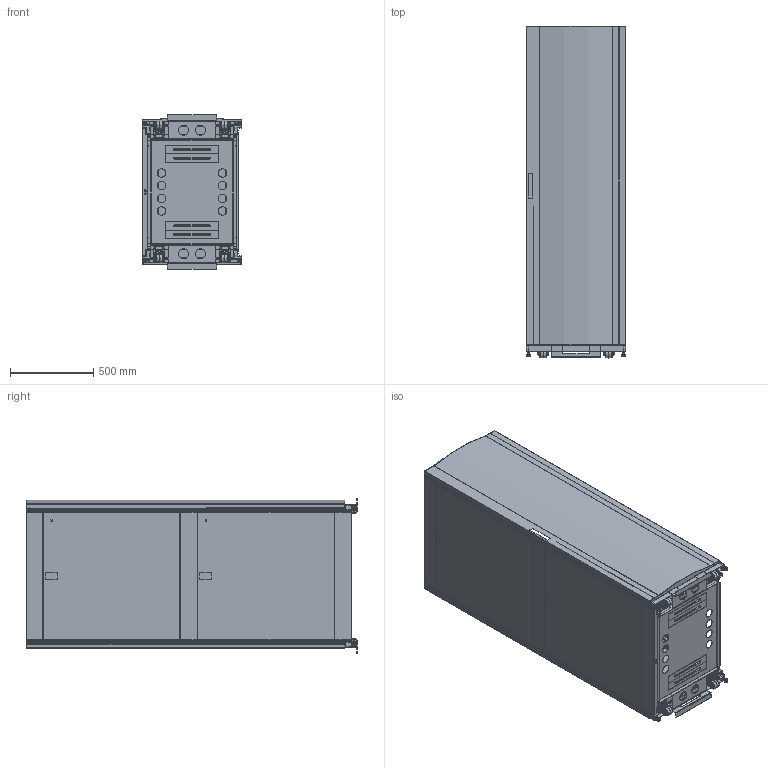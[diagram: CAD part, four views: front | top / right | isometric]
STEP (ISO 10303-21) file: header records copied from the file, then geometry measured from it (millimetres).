
FILE_DESCRIPTION (( 'STEP AP214' ), '1' );
FILE_NAME ('LC42USRC800GDFRFC-W_3D.step', '2024-01-24T22:41:08', ( '' ), ( '' ), 'SwSTEP 2.0', 'SolidWorks 2022', '' );
FILE_SCHEMA (( 'AUTOMOTIVE_DESIGN' ));
Length unit declared in the file: inch
Products named in the file (52): Copy of _X_CF_X_C2_X_C1_X_BA^Copy of Door Frame2_1_LC42USRC800GDFRFC-W; Copy of _X_BF_X_F2_X_BC_X_DC_X_C1_X_A2_X_D6_X_F9A1^Copy of _X_BF_X_F2_X_BC_X_DC_X_D7_X_E9_X_D7_X_B0_X_CD_X_BC_Copy of Door Frame_1_LC42USRC800GDFRFC-W; Copy of _X_CF_X_C2_X_C1_X_BA_X_BC_X_D3_X_C7_X_BF_X_BD_X_EE^Copy of Door Frame_1_LC42USRC800GDFRFC-W; Copy of _X_D6_X_A7_X_B3_X_C5_X_D7_X_F9_X_B9_X_CC_X_B6_X_A8_X_D4__X_B2_X_B8_X_D6^Copy of Door Frame2_1_LC42USRC800GDFRFC-W; Copy of _X_BF_X_F2_X_BC_X_DC_X_C1_X_A2_X_D6_X_F9A1^Copy of _X_BF_X_F2_X_BC_X_DC_X_D7_X_E9_X_D7_X_B0_X_CD_X_BC_Copy of Door Frame2_1_LC42USRC800GDFRFC-W; Copy of _X_B9_X_B0_X_D0_X_CE_X_C3_X_C5_X_B1_X_DF_X_CC_X_F5-A1^Copy of Perforated Door_LC42USRC800GDFRFC-W; Copy of _X_C9_X_CF_X_C1_X_BAA2^Copy of _X_BF_X_F2_X_BC_X_DC_X_D7_X_E9_X_D7_X_B0_X_CD_X_BC_Copy of Door Frame_1_LC42USRC800GDFRFC-W; Copy of _X_C3_X_C5_X_B1_X_DF_X_CC_X_F5(_X_B6_X_CC)^Copy of Perforated Door_LC42USRC800GDFRFC-W; Copy of _X_BD_X_C5_X_C2_X_D6_820562_2^Copy of _X_BD_X_C5_X_C2_X_D6_820562_Copy of Door Frame2_1_LC42USRC800GDFRFC-W; Copy of _X_CB_X_AB_X_BF_X_AA_X_C3_X_C5_X_D7_X_F34260^Copy of Back Door1_1_LC42USRC800GDFRFC-W; Copy of _X_C9_X_CF_X_C1_X_BA_X_B3_X_C4_X_B0_X_E5B2^Copy of _X_BF_X_F2_X_BC_X_DC_X_D7_X_E9_X_D7_X_B0_X_CD_X_BC_Copy of Door Frame_1_LC42USRC800GDFRFC-W; Copy of _X_C3_X_C5_X_B1_X_DF_X_CC_X_F5(_X_B3_X_A4)42^Copy of Perforated Door_LC42USRC800GDFRFC-W; Copy of Vertical Rail_1^LC42USRC800GDFRFC-W; Copy of _X_D6_X_A7_X_B3_X_C5_X_D7_X_F9_X_B9_X_CC_X_B6_X_A8_X_D4__X_B2_X_B8_X_D6^Copy of Door Frame_1_LC42USRC800GDFRFC-W; Copy of M12_X_C2_X_DD_X_B8_X_CB^Copy of M12_X_D6_X_A7_X_B3_X_C5_X_BD_X_C5_Copy of Door Frame_1_LC42USRC800GDFRFC-W; Copy of _X_BD_X_C5_X_C2_X_D6_820562_2^Copy of _X_BD_X_C5_X_C2_X_D6_820562_Copy of Door Frame_1_LC42USRC800GDFRFC-W; Copy of M12_X_D6_X_A7_X_B3_X_C5_X_BD_X_C5^Copy of Door Frame_1_LC42USRC800GDFRFC-W; Copy of _X_BD_X_C5_X_C2_X_D6_820562^Copy of _X_BD_X_C5_X_C2_X_D6_820562_Copy of Door Frame_1_LC42USRC800GDFRFC-W; Copy of _X_C9_X_CF_X_C1_X_BAA2^Copy of _X_BF_X_F2_X_BC_X_DC_X_D7_X_E9_X_D7_X_B0_X_CD_X_BC_Copy of Door Frame2_1_LC42USRC800GDFRFC-W; Copy of Door Frame2_1^LC42USRC800GDFRFC-W; Copy of Bottom Panel_1^LC42USRC800GDFRFC-W; Copy of _X_CB_X_DC_X_C1_X_CF_X_C4_X_DA_X_B5_X_E6^Copy of M12_X_D6_X_A7_X_B3_X_C5_X_BD_X_C5_Copy of Door Frame_1_LC42USRC800GDFRFC-W; LC42USRC800GDFRFC-W_3D; Copy of _X_BE_X_B5_X_CF_X_F2_X_BF_X_F2_X_BC_X_DC_X_C1_X_A2_X_D6__X_F9A1^Copy of _X_BF_X_F2_X_BC_X_DC_X_D7_X_E9_X_D7_X_B0_X_CD_X_BC_Copy of Door Frame_1_LC42USRC800GDFRFC-W; Copy of _X_BD_X_C5_X_C2_X_D6_820562^Copy of Door Frame2_1_LC42USRC800GDFRFC-W; Copy of _X_BD_X_C5_X_C2_X_D6_820562^Copy of Door Frame_1_LC42USRC800GDFRFC-W; Copy of _X_BF_X_F2_X_BC_X_DC_X_D7_X_E9_X_D7_X_B0_X_CD_X_BC^Copy of Door Frame2_1_LC42USRC800GDFRFC-W; Copy of M12_X_D6_X_A7_X_B3_X_C5_X_BD_X_C5^Copy of Door Frame2_1_LC42USRC800GDFRFC-W; Copy of Back Door 2_1^LC42USRC800GDFRFC-W; Copy of Vertical Rail1_1^LC42USRC800GDFRFC-W; Copy of Side Panel_1^LC42USRC800GDFRFC-W; Copy of _X_CF_X_C2_X_C1_X_BA^Copy of Door Frame_1_LC42USRC800GDFRFC-W; Copy of Side Rail_1^LC42USRC800GDFRFC-W; Copy of _X_B5_X_D7_X_B0_X_E5_800^Copy of Bottom Panel_1_LC42USRC800GDFRFC-W; Copy of _X_BD_X_C5_X_C2_X_D6_820562^Copy of _X_BD_X_C5_X_C2_X_D6_820562_Copy of Door Frame2_1_LC42USRC800GDFRFC-W; Copy of _X_C3_X_C5_X_B1_X_DF_X_CC_X_F5(_X_B3_X_A4)42^Copy of Back Door 2_1_LC42USRC800GDFRFC-W; Copy of _X_C9_X_CF_X_C1_X_BA_X_B3_X_C4_X_B0_X_E5B2^Copy of _X_BF_X_F2_X_BC_X_DC_X_D7_X_E9_X_D7_X_B0_X_CD_X_BC_Copy of Door Frame2_1_LC42USRC800GDFRFC-W; Copy of _X_CF_X_C2_X_C1_X_BA_X_BC_X_D3_X_C7_X_BF_X_BD_X_EE^Copy of Door Frame2_1_LC42USRC800GDFRFC-W; Copy of Fan Top^LC42USRC800GDFRFC-W; Copy of M12_X_C2_X_DD_X_B8_X_CB^Copy of M12_X_D6_X_A7_X_B3_X_C5_X_BD_X_C5_Copy of Door Frame2_1_LC42USRC800GDFRFC-W ...
Assembly tree (67 placements, depth 4):
  LC42USRC800GDFRFC-W_3D
    Copy of Door Frame_1^LC42USRC800GDFRFC-W
      Copy of _X_BD_X_C5_X_C2_X_D6_820562^Copy of Door Frame_1_LC42USRC800GDFRFC-W  x2
        Copy of _X_BD_X_C5_X_C2_X_D6_820562^Copy of _X_BD_X_C5_X_C2_X_D6_820562_Copy of Door Frame_1_LC42USRC800GDFRFC-W
        Copy of _X_BD_X_C5_X_C2_X_D6_820562_2^Copy of _X_BD_X_C5_X_C2_X_D6_820562_Copy of Door Frame_1_LC42USRC800GDFRFC-W
      Copy of M12_X_D6_X_A7_X_B3_X_C5_X_BD_X_C5^Copy of Door Frame_1_LC42USRC800GDFRFC-W  x2
        Copy of M12_X_C2_X_DD_X_B8_X_CB^Copy of M12_X_D6_X_A7_X_B3_X_C5_X_BD_X_C5_Copy of Door Frame_1_LC42USRC800GDFRFC-W
        Copy of _X_CB_X_DC_X_C1_X_CF_X_C4_X_DA_X_B5_X_E6^Copy of M12_X_D6_X_A7_X_B3_X_C5_X_BD_X_C5_Copy of Door Frame_1_LC42USRC800GDFRFC-W
      Copy of _X_BF_X_F2_X_BC_X_DC_X_D7_X_E9_X_D7_X_B0_X_CD_X_BC^Copy of Door Frame_1_LC42USRC800GDFRFC-W
        Copy of _X_BF_X_F2_X_BC_X_DC_X_C1_X_A2_X_D6_X_F9A1^Copy of _X_BF_X_F2_X_BC_X_DC_X_D7_X_E9_X_D7_X_B0_X_CD_X_BC_Copy of Door Frame_1_LC42USRC800GDFRFC-W
        Copy of _X_C9_X_CF_X_C1_X_BAA2^Copy of _X_BF_X_F2_X_BC_X_DC_X_D7_X_E9_X_D7_X_B0_X_CD_X_BC_Copy of Door Frame_1_LC42USRC800GDFRFC-W
        Copy of _X_C9_X_CF_X_C1_X_BA_X_B3_X_C4_X_B0_X_E5B2^Copy of _X_BF_X_F2_X_BC_X_DC_X_D7_X_E9_X_D7_X_B0_X_CD_X_BC_Copy of Door Frame_1_LC42USRC800GDFRFC-W
        Copy of _X_BE_X_B5_X_CF_X_F2_X_BF_X_F2_X_BC_X_DC_X_C1_X_A2_X_D6__X_F9A1^Copy of _X_BF_X_F2_X_BC_X_DC_X_D7_X_E9_X_D7_X_B0_X_CD_X_BC_Copy of Door Frame_1_LC42USRC800GDFRFC-W
      Copy of _X_CF_X_C2_X_C1_X_BA^Copy of Door Frame_1_LC42USRC800GDFRFC-W
      Copy of _X_CF_X_C2_X_C1_X_BA_X_BC_X_D3_X_C7_X_BF_X_BD_X_EE^Copy of Door Frame_1_LC42USRC800GDFRFC-W
      Copy of _X_D6_X_A7_X_B3_X_C5_X_D7_X_F9_X_B9_X_CC_X_B6_X_A8_X_D4__X_B2_X_B8_X_D6^Copy of Door Frame_1_LC42USRC800GDFRFC-W  x2
    Copy of Side Rail_1^LC42USRC800GDFRFC-W  x3
      Copy of _X_BF_X_F2_X_BC_X_DC_X_B9_X_CC_X_B6_X_A8_X_BC_X_DC_800^Copy of Side Rail_1_LC42USRC800GDFRFC-W
    Copy of Door Frame2_1^LC42USRC800GDFRFC-W
      Copy of _X_BD_X_C5_X_C2_X_D6_820562^Copy of Door Frame2_1_LC42USRC800GDFRFC-W  x2
        Copy of _X_BD_X_C5_X_C2_X_D6_820562^Copy of _X_BD_X_C5_X_C2_X_D6_820562_Copy of Door Frame2_1_LC42USRC800GDFRFC-W
        Copy of _X_BD_X_C5_X_C2_X_D6_820562_2^Copy of _X_BD_X_C5_X_C2_X_D6_820562_Copy of Door Frame2_1_LC42USRC800GDFRFC-W
      Copy of M12_X_D6_X_A7_X_B3_X_C5_X_BD_X_C5^Copy of Door Frame2_1_LC42USRC800GDFRFC-W  x2
        Copy of M12_X_C2_X_DD_X_B8_X_CB^Copy of M12_X_D6_X_A7_X_B3_X_C5_X_BD_X_C5_Copy of Door Frame2_1_LC42USRC800GDFRFC-W
        Copy of _X_CB_X_DC_X_C1_X_CF_X_C4_X_DA_X_B5_X_E6^Copy of M12_X_D6_X_A7_X_B3_X_C5_X_BD_X_C5_Copy of Door Frame2_1_LC42USRC800GDFRFC-W
      Copy of _X_BF_X_F2_X_BC_X_DC_X_D7_X_E9_X_D7_X_B0_X_CD_X_BC^Copy of Door Frame2_1_LC42USRC800GDFRFC-W
        Copy of _X_BF_X_F2_X_BC_X_DC_X_C1_X_A2_X_D6_X_F9A1^Copy of _X_BF_X_F2_X_BC_X_DC_X_D7_X_E9_X_D7_X_B0_X_CD_X_BC_Copy of Door Frame2_1_LC42USRC800GDFRFC-W
        Copy of _X_C9_X_CF_X_C1_X_BAA2^Copy of _X_BF_X_F2_X_BC_X_DC_X_D7_X_E9_X_D7_X_B0_X_CD_X_BC_Copy of Door Frame2_1_LC42USRC800GDFRFC-W
        Copy of _X_C9_X_CF_X_C1_X_BA_X_B3_X_C4_X_B0_X_E5B2^Copy of _X_BF_X_F2_X_BC_X_DC_X_D7_X_E9_X_D7_X_B0_X_CD_X_BC_Copy of Door Frame2_1_LC42USRC800GDFRFC-W
        Copy of _X_BE_X_B5_X_CF_X_F2_X_BF_X_F2_X_BC_X_DC_X_C1_X_A2_X_D6__X_F9A1^Copy of _X_BF_X_F2_X_BC_X_DC_X_D7_X_E9_X_D7_X_B0_X_CD_X_BC_Copy of Door Frame2_1_LC42USRC800GDFRFC-W
      Copy of _X_CF_X_C2_X_C1_X_BA^Copy of Door Frame2_1_LC42USRC800GDFRFC-W
      Copy of _X_CF_X_C2_X_C1_X_BA_X_BC_X_D3_X_C7_X_BF_X_BD_X_EE^Copy of Door Frame2_1_LC42USRC800GDFRFC-W
      Copy of _X_D6_X_A7_X_B3_X_C5_X_D7_X_F9_X_B9_X_CC_X_B6_X_A8_X_D4__X_B2_X_B8_X_D6^Copy of Door Frame2_1_LC42USRC800GDFRFC-W  x2
    Copy of Side Panel_1^LC42USRC800GDFRFC-W  x2
      Copy of _X_B2_X_E0_X_C3_X_C5_800^Copy of Side Panel_1_LC42USRC800GDFRFC-W
    Copy of Perforated Door^LC42USRC800GDFRFC-W
      Copy of _X_B9_X_B0_X_D0_X_CE_X_C3_X_C5^Copy of Perforated Door_LC42USRC800GDFRFC-W
      Copy of _X_B9_X_B0_X_D0_X_CE_X_C3_X_C5_X_B1_X_DF_X_CC_X_F5-A1^Copy of Perforated Door_LC42USRC800GDFRFC-W  x2
      Copy of _X_C3_X_C5_X_B1_X_DF_X_CC_X_F5(_X_B3_X_A4)42^Copy of Perforated Door_LC42USRC800GDFRFC-W
      Copy of _X_C3_X_C5_X_B1_X_DF_X_CC_X_F5(_X_B6_X_CC)^Copy of Perforated Door_LC42USRC800GDFRFC-W
    Copy of Back Door 2_1^LC42USRC800GDFRFC-W
      Copy of _X_CB_X_AB_X_BF_X_AA_X_C3_X_C5_X_D3_X_D24260^Copy of Back Door 2_1_LC42USRC800GDFRFC-W
      Copy of _X_C3_X_C5_X_B1_X_DF_X_CC_X_F5(_X_B3_X_A4)42^Copy of Back Door 2_1_LC42USRC800GDFRFC-W
    Copy of Back Door1_1^LC42USRC800GDFRFC-W
      Copy of _X_CB_X_AB_X_BF_X_AA_X_C3_X_C5_X_D7_X_F34260^Copy of Back Door1_1_LC42USRC800GDFRFC-W
    Copy of Bottom Panel_1^LC42USRC800GDFRFC-W
      Copy of _X_B5_X_D7_X_B0_X_E5_800^Copy of Bottom Panel_1_LC42USRC800GDFRFC-W
      Copy of panel^Copy of Bottom Panel_1_LC42USRC800GDFRFC-W  x4
    Copy of Pallet Bracket_1^LC42USRC800GDFRFC-W  x2
    Copy of Vertical Rail1_1^LC42USRC800GDFRFC-W  x2
    Copy of Vertical Rail_1^LC42USRC800GDFRFC-W  x2
    Copy of Fan Top^LC42USRC800GDFRFC-W
Bounding box: 600 x 1993.24 x 926.2 mm (x, y, z)
Volume: 13967327.5 mm3; surface area: 17750782.5 mm2
Topology: 57 solids, 57 shells, 5064 faces, 14284 edges, 9406 vertices
Faces by surface type: plane 3588, cylinder 1212, cone 132, bspline 68, torus 64
Entity records: 146875 total; most frequent: CARTESIAN_POINT 31537, ORIENTED_EDGE 16654, DIRECTION 15491, EDGE_CURVE 8327, LINE 6563, VECTOR 6563, VERTEX_POINT 5468, AXIS2_PLACEMENT_3D 4464
